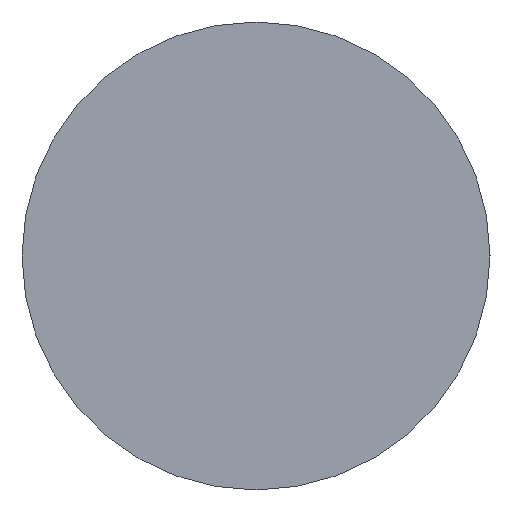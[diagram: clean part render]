
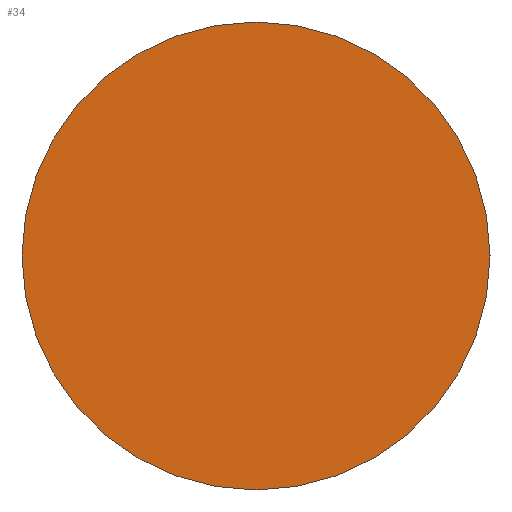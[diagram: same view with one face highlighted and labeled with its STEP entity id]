
A CAD part, left-side view. The second image highlights one B-rep face of the part: STEP entity #34.
In plain terms, the highlighted planar face has unit normal (-1, 0, 0).
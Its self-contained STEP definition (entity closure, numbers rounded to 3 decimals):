
#1 = VERTEX_POINT ( 'NONE', #12 ) ;
#8 = PLANE ( 'NONE',  #108 ) ;
#12 = CARTESIAN_POINT ( 'NONE',  ( 0., 0., 4. ) ) ;
#15 = DIRECTION ( 'NONE',  ( 1., 0., 0. ) ) ;
#27 = CARTESIAN_POINT ( 'NONE',  ( 0., 0., 0. ) ) ;
#34 = ADVANCED_FACE ( 'NONE', ( #88 ), #8, .F. ) ;
#36 = ORIENTED_EDGE ( 'NONE', *, *, #151, .F. ) ;
#42 = CARTESIAN_POINT ( 'NONE',  ( 0., 0., 0. ) ) ;
#43 = DIRECTION ( 'NONE',  ( 0., 0., -1. ) ) ;
#52 = ORIENTED_EDGE ( 'NONE', *, *, #140, .F. ) ;
#55 = AXIS2_PLACEMENT_3D ( 'NONE', #27, #15, #43 ) ;
#73 = CARTESIAN_POINT ( 'NONE',  ( 0., 0., -4. ) ) ;
#84 = EDGE_LOOP ( 'NONE', ( #52, #36 ) ) ;
#88 = FACE_OUTER_BOUND ( 'NONE', #84, .T. ) ;
#92 = DIRECTION ( 'NONE',  ( 0., 0., -1. ) ) ;
#94 = DIRECTION ( 'NONE',  ( 1., 0., 0. ) ) ;
#103 = VERTEX_POINT ( 'NONE', #73 ) ;
#108 = AXIS2_PLACEMENT_3D ( 'NONE', #152, #109, #143 ) ;
#109 = DIRECTION ( 'NONE',  ( 1., 0., 0. ) ) ;
#117 = AXIS2_PLACEMENT_3D ( 'NONE', #42, #94, #92 ) ;
#122 = CIRCLE ( 'NONE', #117, 4. ) ;
#140 = EDGE_CURVE ( 'NONE', #1, #103, #122, .T. ) ;
#143 = DIRECTION ( 'NONE',  ( 0., 0., -1. ) ) ;
#151 = EDGE_CURVE ( 'NONE', #103, #1, #167, .T. ) ;
#152 = CARTESIAN_POINT ( 'NONE',  ( 0., 0., 0. ) ) ;
#167 = CIRCLE ( 'NONE', #55, 4. ) ;
